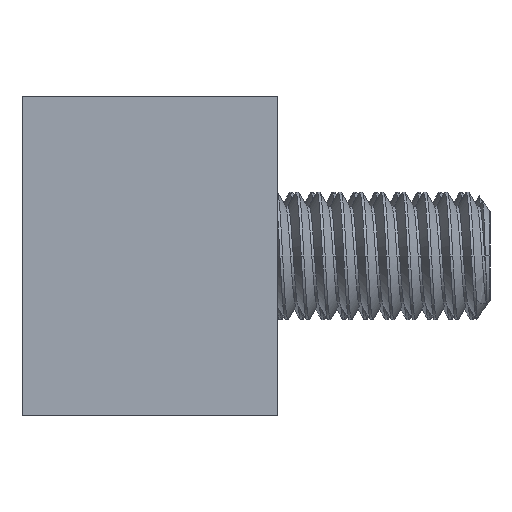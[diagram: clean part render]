
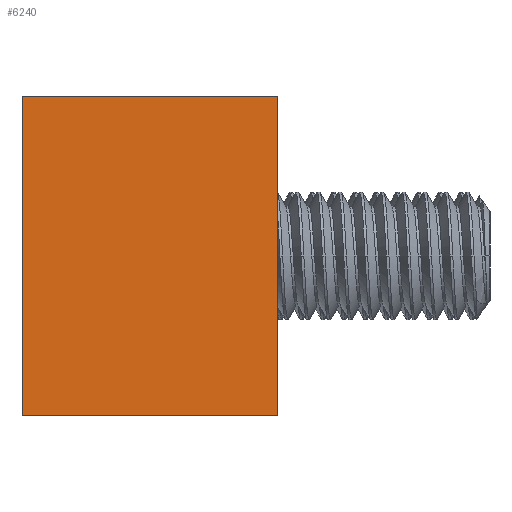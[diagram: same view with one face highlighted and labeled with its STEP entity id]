
A CAD part, left-side view. The second image highlights one B-rep face of the part: STEP entity #6240.
In plain terms, the highlighted planar face has unit normal (-1, 0, 0).
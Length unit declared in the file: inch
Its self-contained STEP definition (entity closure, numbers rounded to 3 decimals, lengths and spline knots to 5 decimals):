
#164 = VERTEX_POINT ( 'NONE', #5122 ) ;
#792 = VECTOR ( 'NONE', #1706, 39.37008 ) ;
#980 = CARTESIAN_POINT ( 'NONE',  ( 0., 0.47244, 0. ) ) ;
#1111 = DIRECTION ( 'NONE',  ( 0., 0., 1. ) ) ;
#1469 = DIRECTION ( 'NONE',  ( -1., 0., 0. ) ) ;
#1567 = VERTEX_POINT ( 'NONE', #4249 ) ;
#1632 = ORIENTED_EDGE ( 'NONE', *, *, #5194, .T. ) ;
#1706 = DIRECTION ( 'NONE',  ( 0., 0., -1. ) ) ;
#1961 = ORIENTED_EDGE ( 'NONE', *, *, #4849, .T. ) ;
#2079 = CARTESIAN_POINT ( 'NONE',  ( 0., 0., 0. ) ) ;
#2126 = VECTOR ( 'NONE', #4194, 39.37008 ) ;
#2169 = VERTEX_POINT ( 'NONE', #980 ) ;
#2219 = CARTESIAN_POINT ( 'NONE',  ( 0., 0.47244, 0. ) ) ;
#2285 = DIRECTION ( 'NONE',  ( 0., 0., -1. ) ) ;
#2675 = CARTESIAN_POINT ( 'NONE',  ( 0., 0., 0. ) ) ;
#3065 = ORIENTED_EDGE ( 'NONE', *, *, #5555, .F. ) ;
#3206 = LINE ( 'NONE', #2219, #6175 ) ;
#3215 = EDGE_LOOP ( 'NONE', ( #1632, #1961, #3368, #3065 ) ) ;
#3323 = PLANE ( 'NONE',  #4660 ) ;
#3368 = ORIENTED_EDGE ( 'NONE', *, *, #4865, .F. ) ;
#3625 = DIRECTION ( 'NONE',  ( 0., 1., 0. ) ) ;
#3717 = LINE ( 'NONE', #2675, #5868 ) ;
#3771 = CARTESIAN_POINT ( 'NONE',  ( 0., 0., 0. ) ) ;
#3989 = VERTEX_POINT ( 'NONE', #3771 ) ;
#4163 = CARTESIAN_POINT ( 'NONE',  ( 0., 0., -0.59055 ) ) ;
#4194 = DIRECTION ( 'NONE',  ( 0., 1., 0. ) ) ;
#4249 = CARTESIAN_POINT ( 'NONE',  ( 0., 0.47244, -0.59055 ) ) ;
#4660 = AXIS2_PLACEMENT_3D ( 'NONE', #2079, #1469, #1111 ) ;
#4849 = EDGE_CURVE ( 'NONE', #2169, #1567, #3206, .T. ) ;
#4865 = EDGE_CURVE ( 'NONE', #164, #1567, #6147, .T. ) ;
#5122 = CARTESIAN_POINT ( 'NONE',  ( 0., 0., -0.59055 ) ) ;
#5194 = EDGE_CURVE ( 'NONE', #3989, #2169, #3717, .T. ) ;
#5555 = EDGE_CURVE ( 'NONE', #3989, #164, #5963, .T. ) ;
#5563 = CARTESIAN_POINT ( 'NONE',  ( 0., 0., 0. ) ) ;
#5727 = FACE_OUTER_BOUND ( 'NONE', #3215, .T. ) ;
#5868 = VECTOR ( 'NONE', #3625, 39.37008 ) ;
#5963 = LINE ( 'NONE', #5563, #792 ) ;
#6147 = LINE ( 'NONE', #4163, #2126 ) ;
#6175 = VECTOR ( 'NONE', #2285, 39.37008 ) ;
#6240 = ADVANCED_FACE ( 'NONE', ( #5727 ), #3323, .T. ) ;
